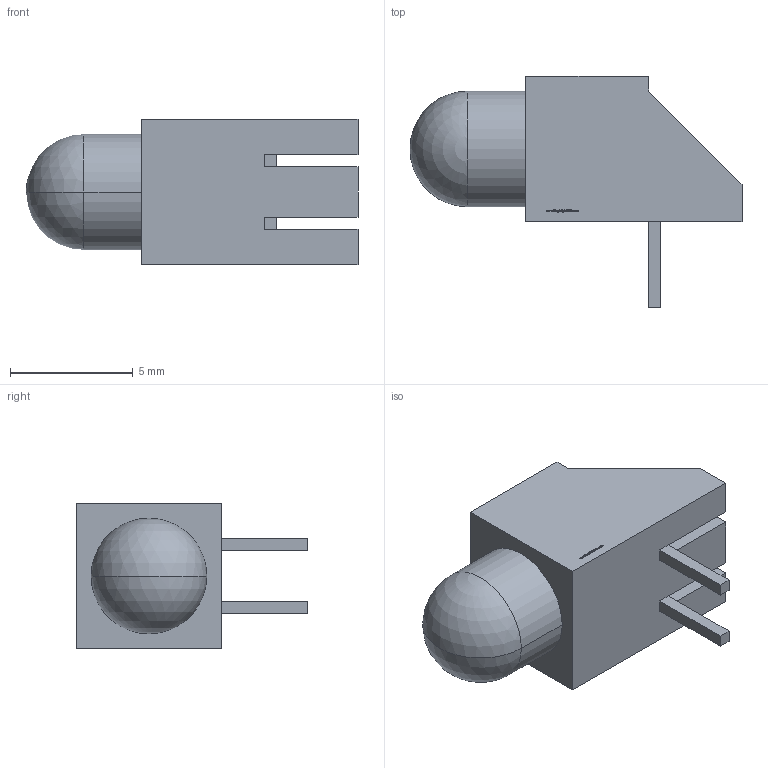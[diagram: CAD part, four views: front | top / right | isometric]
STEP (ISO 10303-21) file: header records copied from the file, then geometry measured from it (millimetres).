
FILE_DESCRIPTION (( 'STEP AP214' ), '1' );
FILE_NAME ('1533BQ.STEP', '2008-08-28T23:36:51', ( '' ), ( '' ), 'SwSTEP 2.0', 'SolidWorks 2008', '' );
FILE_SCHEMA (( 'AUTOMOTIVE_DESIGN' ));
Length unit declared in the file: millimetre
Products named in the file (1): 1533BQ
Bounding box: 13.5 x 9.4 x 5.9 mm (x, y, z)
Volume: 308.5 mm3; surface area: 352.7 mm2
Topology: 1 solids, 1 shells, 315 faces, 851 edges, 565 vertices
Faces by surface type: plane 193, bspline 116, cylinder 4, sphere 2
Entity records: 18715 total; most frequent: CARTESIAN_POINT 8114, ORIENTED_EDGE 1694, DIRECTION 1025, EDGE_CURVE 847, VECTOR 605, LINE 605, VERTEX_POINT 563, EDGE_LOOP 344
